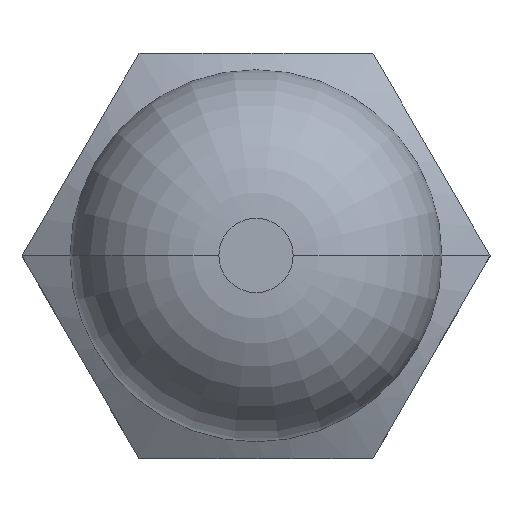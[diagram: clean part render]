
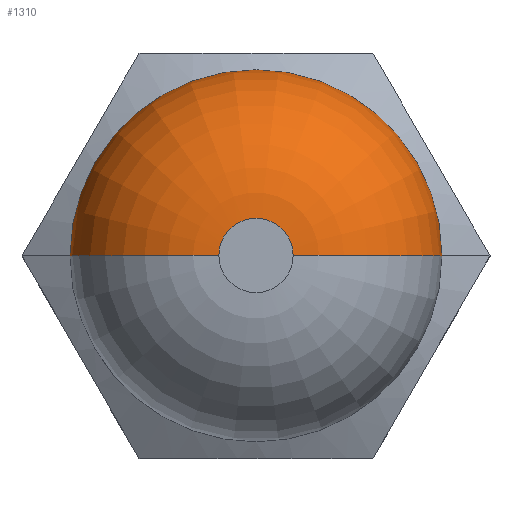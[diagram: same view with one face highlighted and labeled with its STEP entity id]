
A CAD part, top view. The second image highlights one B-rep face of the part: STEP entity #1310.
In plain terms, the highlighted toroidal (fillet/blend) face has major radius 0.5 mm and minor radius 2 mm.
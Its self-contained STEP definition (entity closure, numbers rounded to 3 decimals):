
#96 = AXIS2_PLACEMENT_3D ( 'NONE', #241, #242, #244 ) ;
#108 = AXIS2_PLACEMENT_3D ( 'NONE', #234, #236, #237 ) ;
#114 = AXIS2_PLACEMENT_3D ( 'NONE', #230, #232, #248 ) ;
#134 = CARTESIAN_POINT ( 'NONE',  ( 3., 3., 5.85 ) ) ;
#136 = DIRECTION ( 'NONE',  ( 0., 0., 1. ) ) ;
#138 = DIRECTION ( 'NONE',  ( 1., 0., 0. ) ) ;
#152 = AXIS2_PLACEMENT_3D ( 'NONE', #134, #136, #138 ) ;
#179 = EDGE_CURVE ( 'NONE', #951, #1040, #903, .T. ) ;
#230 = CARTESIAN_POINT ( 'NONE',  ( 3.5, 3., 3.85 ) ) ;
#232 = DIRECTION ( 'NONE',  ( 0., -1., 0. ) ) ;
#234 = CARTESIAN_POINT ( 'NONE',  ( 2.5, 3., 3.85 ) ) ;
#236 = DIRECTION ( 'NONE',  ( 0., 1., 0. ) ) ;
#237 = DIRECTION ( 'NONE',  ( -1., 0., 0. ) ) ;
#241 = CARTESIAN_POINT ( 'NONE',  ( 3., 3., 3.85 ) ) ;
#242 = DIRECTION ( 'NONE',  ( 0., 0., -1. ) ) ;
#244 = DIRECTION ( 'NONE',  ( 1., 0., 0. ) ) ;
#248 = DIRECTION ( 'NONE',  ( 0., 0., -1. ) ) ;
#249 = EDGE_CURVE ( 'NONE', #929, #951, #866, .T. ) ;
#251 = EDGE_CURVE ( 'NONE', #920, #1040, #857, .T. ) ;
#261 = EDGE_CURVE ( 'NONE', #920, #929, #853, .T. ) ;
#520 = ORIENTED_EDGE ( 'NONE', *, *, #179, .F. ) ;
#584 = AXIS2_PLACEMENT_3D ( 'NONE', #1553, #1570, #1562 ) ;
#666 = TOROIDAL_SURFACE ( 'NONE', #584, 0.5, 2. ) ;
#673 = FACE_OUTER_BOUND ( 'NONE', #918, .T. ) ;
#853 = CIRCLE ( 'NONE', #96, 2.5 ) ;
#857 = CIRCLE ( 'NONE', #108, 2. ) ;
#866 = CIRCLE ( 'NONE', #114, 2. ) ;
#903 = CIRCLE ( 'NONE', #152, 0.5 ) ;
#918 = EDGE_LOOP ( 'NONE', ( #1102, #1199, #520, #1122 ) ) ;
#920 = VERTEX_POINT ( 'NONE', #938 ) ;
#929 = VERTEX_POINT ( 'NONE', #931 ) ;
#931 = CARTESIAN_POINT ( 'NONE',  ( 5.5, 3., 3.85 ) ) ;
#938 = CARTESIAN_POINT ( 'NONE',  ( 0.5, 3., 3.85 ) ) ;
#951 = VERTEX_POINT ( 'NONE', #972 ) ;
#972 = CARTESIAN_POINT ( 'NONE',  ( 3.5, 3., 5.85 ) ) ;
#1008 = CARTESIAN_POINT ( 'NONE',  ( 2.5, 3., 5.85 ) ) ;
#1040 = VERTEX_POINT ( 'NONE', #1008 ) ;
#1102 = ORIENTED_EDGE ( 'NONE', *, *, #261, .F. ) ;
#1122 = ORIENTED_EDGE ( 'NONE', *, *, #249, .F. ) ;
#1199 = ORIENTED_EDGE ( 'NONE', *, *, #251, .T. ) ;
#1310 = ADVANCED_FACE ( 'NONE', ( #673 ), #666, .T. ) ;
#1553 = CARTESIAN_POINT ( 'NONE',  ( 3., 3., 3.85 ) ) ;
#1562 = DIRECTION ( 'NONE',  ( 1., 0., 0. ) ) ;
#1570 = DIRECTION ( 'NONE',  ( 0., 0., 1. ) ) ;
